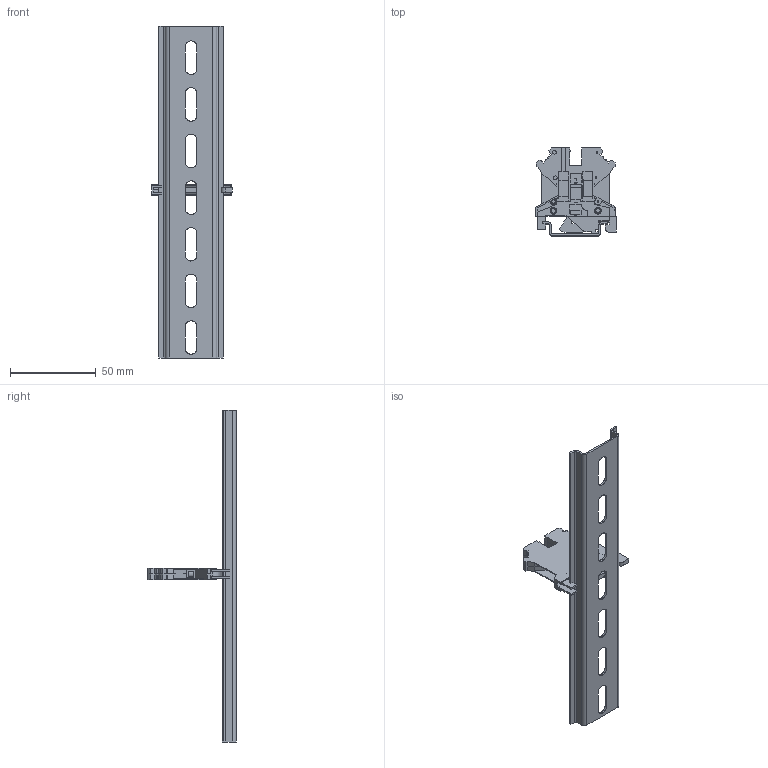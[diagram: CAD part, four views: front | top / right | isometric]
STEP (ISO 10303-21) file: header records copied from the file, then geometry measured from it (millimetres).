
FILE_DESCRIPTION(('FreeCAD Model'),'2;1');
FILE_NAME('Open CASCADE Shape Model','2025-04-17T14:04:29',('FreeCAD'),( 'FreeCAD'),'Open CASCADE STEP processor 7.6','FreeCAD','Unknown');
FILE_SCHEMA(('AUTOMOTIVE_DESIGN { 1 0 10303 214 1 1 1 1 }'));
Length unit declared in the file: millimetre
Products named in the file (1): Open CASCADE STEP translator 7.6 1
Bounding box: 46.88 x 51.51 x 194.06 mm (x, y, z)
Volume: 16735.8 mm3; surface area: 32236.3 mm2
Topology: 14 solids, 14 shells, 819 faces, 2197 edges, 1433 vertices
Faces by surface type: bspline 819
Entity records: 30701 total; most frequent: CARTESIAN_POINT 17955, ORIENTED_EDGE 4394, EDGE_CURVE 2197, B_SPLINE_CURVE_WITH_KNOTS 1564, VERTEX_POINT 1433, FACE_BOUND 892, EDGE_LOOP 892, ADVANCED_FACE 819
